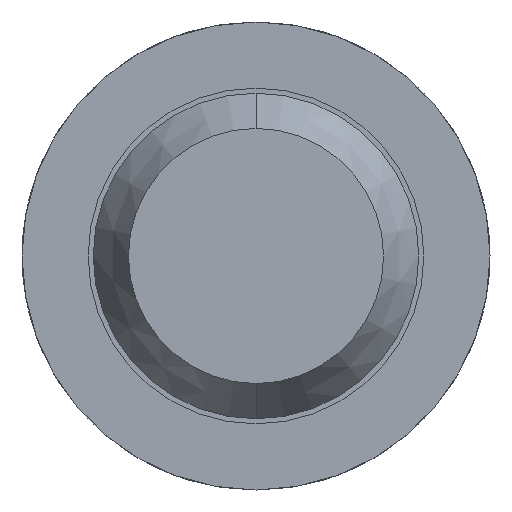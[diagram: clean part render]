
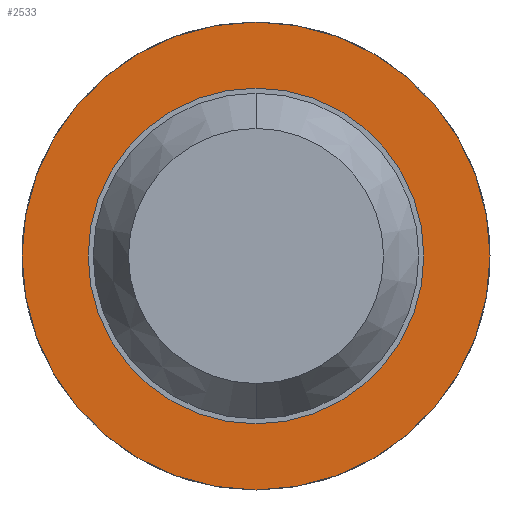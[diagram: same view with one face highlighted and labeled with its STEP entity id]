
A CAD part, front view. The second image highlights one B-rep face of the part: STEP entity #2533.
In plain terms, the highlighted planar face has unit normal (0, -1, 0).
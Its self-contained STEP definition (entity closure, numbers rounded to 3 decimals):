
#511 = DIRECTION ( 'NONE',  ( 0., 1., 0. ) ) ;
#760 = CIRCLE ( 'NONE', #1703, 1.15 ) ;
#917 = DIRECTION ( 'NONE',  ( 0., 0., 1. ) ) ;
#1108 = AXIS2_PLACEMENT_3D ( 'NONE', #2033, #3150, #917 ) ;
#1156 = CARTESIAN_POINT ( 'NONE',  ( 0., -1.7, -0.825 ) ) ;
#1164 = FACE_BOUND ( 'NONE', #4592, .T. ) ;
#1262 = EDGE_CURVE ( 'Defeature ausgef�hrt3_14+Defeature ausgef�hrt3_13+Defeature ausgef�hrt3_13+Defeature ausgef�hrt3_13', #3283, #4522, #4146, .T. ) ;
#1275 = CARTESIAN_POINT ( 'NONE',  ( 0., -1.7, 0.825 ) ) ;
#1567 = CARTESIAN_POINT ( 'NONE',  ( 0., -1.7, 1.15 ) ) ;
#1601 = DIRECTION ( 'NONE',  ( 0., 0., 1. ) ) ;
#1619 = FACE_OUTER_BOUND ( 'NONE', #3533, .T. ) ;
#1703 = AXIS2_PLACEMENT_3D ( 'NONE', #4732, #3952, #3605 ) ;
#1876 = ORIENTED_EDGE ( 'NONE', *, *, #1262, .T. ) ;
#1919 = CIRCLE ( 'NONE', #4479, 0.825 ) ;
#2033 = CARTESIAN_POINT ( 'NONE',  ( 0., -1.7, 0. ) ) ;
#2205 = DIRECTION ( 'NONE',  ( 0., 1., 0. ) ) ;
#2223 = CARTESIAN_POINT ( 'NONE',  ( 0., -1.7, 0. ) ) ;
#2340 = DIRECTION ( 'NONE',  ( 0., 1., 0. ) ) ;
#2475 = CARTESIAN_POINT ( 'NONE',  ( 0., -1.7, -1.15 ) ) ;
#2533 = ADVANCED_FACE ( 'Defeature ausgef�hrt3_14', ( #1619, #1164 ), #4205, .F. ) ;
#2726 = EDGE_CURVE ( 'Defeature ausgef�hrt3_10+Defeature ausgef�hrt3_14+Defeature ausgef�hrt3_14+Defeature ausgef�hrt3_14', #3817, #3958, #760, .T. ) ;
#2793 = EDGE_CURVE ( 'Defeature ausgef�hrt3_14+Defeature ausgef�hrt3_13+Defeature ausgef�hrt3_13+Defeature ausgef�hrt3_13', #4522, #3283, #1919, .T. ) ;
#3071 = DIRECTION ( 'NONE',  ( 0., 0., 1. ) ) ;
#3092 = CARTESIAN_POINT ( 'NONE',  ( 0.825, -1.7, 0. ) ) ;
#3148 = ORIENTED_EDGE ( 'NONE', *, *, #2793, .T. ) ;
#3150 = DIRECTION ( 'NONE',  ( 0., 1., 0. ) ) ;
#3283 = VERTEX_POINT ( 'NONE', #1156 ) ;
#3533 = EDGE_LOOP ( 'NONE', ( #3950, #4117 ) ) ;
#3546 = AXIS2_PLACEMENT_3D ( 'NONE', #3795, #2340, #3071 ) ;
#3605 = DIRECTION ( 'NONE',  ( 0., 0., 1. ) ) ;
#3634 = DIRECTION ( 'NONE',  ( 0., 0., 1. ) ) ;
#3795 = CARTESIAN_POINT ( 'NONE',  ( 0., -1.7, 0. ) ) ;
#3817 = VERTEX_POINT ( 'NONE', #2475 ) ;
#3822 = CIRCLE ( 'NONE', #1108, 1.15 ) ;
#3950 = ORIENTED_EDGE ( 'NONE', *, *, #4659, .F. ) ;
#3952 = DIRECTION ( 'NONE',  ( 0., 1., 0. ) ) ;
#3958 = VERTEX_POINT ( 'NONE', #1567 ) ;
#4117 = ORIENTED_EDGE ( 'NONE', *, *, #2726, .F. ) ;
#4146 = CIRCLE ( 'NONE', #3546, 0.825 ) ;
#4205 = PLANE ( 'NONE',  #4572 ) ;
#4479 = AXIS2_PLACEMENT_3D ( 'NONE', #2223, #2205, #3634 ) ;
#4522 = VERTEX_POINT ( 'NONE', #1275 ) ;
#4572 = AXIS2_PLACEMENT_3D ( 'NONE', #3092, #511, #1601 ) ;
#4592 = EDGE_LOOP ( 'NONE', ( #3148, #1876 ) ) ;
#4659 = EDGE_CURVE ( 'Defeature ausgef�hrt3_10+Defeature ausgef�hrt3_14+Defeature ausgef�hrt3_14+Defeature ausgef�hrt3_14', #3958, #3817, #3822, .T. ) ;
#4732 = CARTESIAN_POINT ( 'NONE',  ( 0., -1.7, 0. ) ) ;
